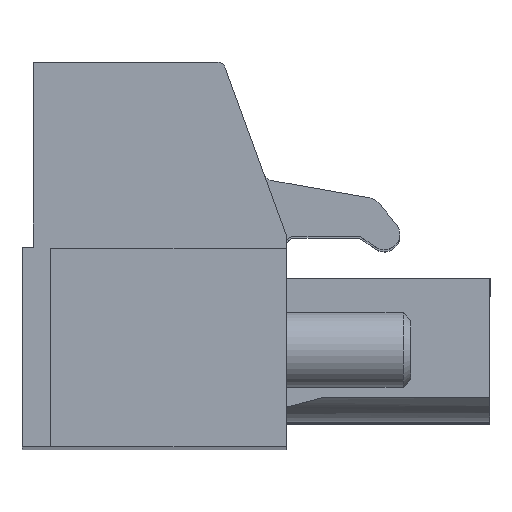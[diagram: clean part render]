
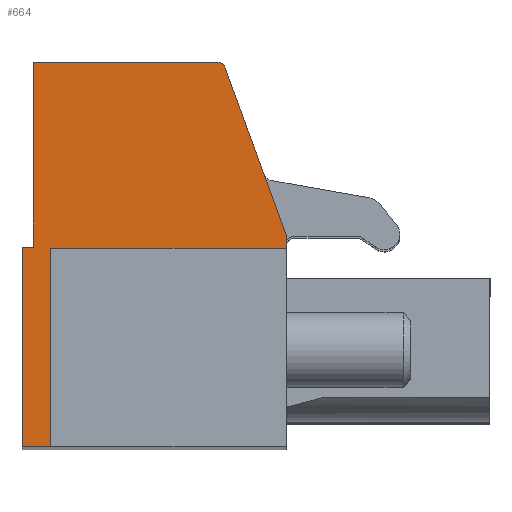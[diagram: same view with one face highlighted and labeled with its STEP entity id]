
A CAD part, top view. The second image highlights one B-rep face of the part: STEP entity #664.
In plain terms, the highlighted planar face has unit normal (0, 0, 1).
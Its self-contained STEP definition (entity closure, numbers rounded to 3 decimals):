
#664 = ADVANCED_FACE( '', ( #1749 ), #1750, .T. );
#1749 = FACE_OUTER_BOUND( '', #3349, .T. );
#1750 = PLANE( '', #3350 );
#3349 = EDGE_LOOP( '', ( #5309, #5310, #5311, #5312, #5313, #5314, #5315, #5316, #5317, #5318 ) );
#3350 = AXIS2_PLACEMENT_3D( '', #5319, #5320, #5321 );
#5309 = ORIENTED_EDGE( '', *, *, #8924, .T. );
#5310 = ORIENTED_EDGE( '', *, *, #8925, .T. );
#5311 = ORIENTED_EDGE( '', *, *, #8926, .F. );
#5312 = ORIENTED_EDGE( '', *, *, #8927, .F. );
#5313 = ORIENTED_EDGE( '', *, *, #8928, .T. );
#5314 = ORIENTED_EDGE( '', *, *, #8929, .T. );
#5315 = ORIENTED_EDGE( '', *, *, #8930, .F. );
#5316 = ORIENTED_EDGE( '', *, *, #8590, .T. );
#5317 = ORIENTED_EDGE( '', *, *, #8931, .T. );
#5318 = ORIENTED_EDGE( '', *, *, #8932, .T. );
#5319 = CARTESIAN_POINT( '', ( 255.242, 210.642, 155.88 ) );
#5320 = DIRECTION( '', ( 0., 0., 1. ) );
#5321 = DIRECTION( '', ( 1., 0., 0. ) );
#8590 = EDGE_CURVE( '', #10096, #10093, #10097, .T. );
#8924 = EDGE_CURVE( '', #10669, #10670, #10671, .T. );
#8925 = EDGE_CURVE( '', #10670, #10672, #10673, .T. );
#8926 = EDGE_CURVE( '', #10674, #10672, #10675, .T. );
#8927 = EDGE_CURVE( '', #10676, #10674, #10677, .T. );
#8928 = EDGE_CURVE( '', #10676, #10678, #10679, .T. );
#8929 = EDGE_CURVE( '', #10678, #10680, #10681, .T. );
#8930 = EDGE_CURVE( '', #10096, #10680, #10682, .T. );
#8931 = EDGE_CURVE( '', #10093, #10683, #10684, .T. );
#8932 = EDGE_CURVE( '', #10683, #10669, #10685, .T. );
#10093 = VERTEX_POINT( '', #12280 );
#10096 = VERTEX_POINT( '', #12284 );
#10097 = LINE( '', #12285, #12286 );
#10669 = VERTEX_POINT( '', #13020 );
#10670 = VERTEX_POINT( '', #13021 );
#10671 = LINE( '', #13022, #13023 );
#10672 = VERTEX_POINT( '', #13024 );
#10673 = LINE( '', #13025, #13026 );
#10674 = VERTEX_POINT( '', #13027 );
#10675 = LINE( '', #13028, #13029 );
#10676 = VERTEX_POINT( '', #13030 );
#10677 = LINE( '', #13031, #13032 );
#10678 = VERTEX_POINT( '', #13033 );
#10679 = LINE( '', #13034, #13035 );
#10680 = VERTEX_POINT( '', #13036 );
#10681 = LINE( '', #13037, #13038 );
#10682 = CIRCLE( '', #13039, 0.3 );
#10683 = VERTEX_POINT( '', #13040 );
#10684 = LINE( '', #13041, #13042 );
#10685 = LINE( '', #13043, #13044 );
#12280 = CARTESIAN_POINT( '', ( 255.192, 211.542, 155.88 ) );
#12284 = CARTESIAN_POINT( '', ( 262.634, 211.542, 155.88 ) );
#12285 = CARTESIAN_POINT( '', ( 255.042, 211.542, 155.88 ) );
#12286 = VECTOR( '', #15143, 1000. );
#13020 = CARTESIAN_POINT( '', ( 254.742, 204.092, 155.88 ) );
#13021 = CARTESIAN_POINT( '', ( 254.742, 196.042, 155.88 ) );
#13022 = CARTESIAN_POINT( '', ( 254.742, 196.742, 155.88 ) );
#13023 = VECTOR( '', #15594, 1000. );
#13024 = CARTESIAN_POINT( '', ( 255.892, 196.042, 155.88 ) );
#13025 = CARTESIAN_POINT( '', ( 265.392, 196.042, 155.88 ) );
#13026 = VECTOR( '', #15595, 1000. );
#13027 = CARTESIAN_POINT( '', ( 255.892, 204.042, 155.88 ) );
#13028 = CARTESIAN_POINT( '', ( 255.892, 196.042, 155.88 ) );
#13029 = VECTOR( '', #15596, 1000. );
#13030 = CARTESIAN_POINT( '', ( 265.392, 204.042, 155.88 ) );
#13031 = CARTESIAN_POINT( '', ( 256.392, 204.042, 155.88 ) );
#13032 = VECTOR( '', #15597, 1000. );
#13033 = CARTESIAN_POINT( '', ( 265.392, 204.542, 155.88 ) );
#13034 = CARTESIAN_POINT( '', ( 265.392, 197.642, 155.88 ) );
#13035 = VECTOR( '', #15598, 1000. );
#13036 = CARTESIAN_POINT( '', ( 262.916, 211.344, 155.88 ) );
#13037 = CARTESIAN_POINT( '', ( 265.523, 204.18, 155.88 ) );
#13038 = VECTOR( '', #15599, 1000. );
#13039 = AXIS2_PLACEMENT_3D( '', #15600, #15601, #15602 );
#13040 = CARTESIAN_POINT( '', ( 255.192, 204.092, 155.88 ) );
#13041 = CARTESIAN_POINT( '', ( 255.192, 203.542, 155.88 ) );
#13042 = VECTOR( '', #15603, 1000. );
#13043 = CARTESIAN_POINT( '', ( 254.742, 204.092, 155.88 ) );
#13044 = VECTOR( '', #15604, 1000. );
#15143 = DIRECTION( '', ( -1., 0., 0. ) );
#15594 = DIRECTION( '', ( 0., -1., 0. ) );
#15595 = DIRECTION( '', ( 1., 0., 0. ) );
#15596 = DIRECTION( '', ( 0., -1., 0. ) );
#15597 = DIRECTION( '', ( -1., 0., 0. ) );
#15598 = DIRECTION( '', ( 0., 1., 0. ) );
#15599 = DIRECTION( '', ( -0.342, 0.94, 0. ) );
#15600 = CARTESIAN_POINT( '', ( 262.634, 211.242, 155.88 ) );
#15601 = DIRECTION( '', ( 0., 0., -1. ) );
#15602 = DIRECTION( '', ( -1., 0., 0. ) );
#15603 = DIRECTION( '', ( 0., -1., 0. ) );
#15604 = DIRECTION( '', ( -1., 0., 0. ) );
